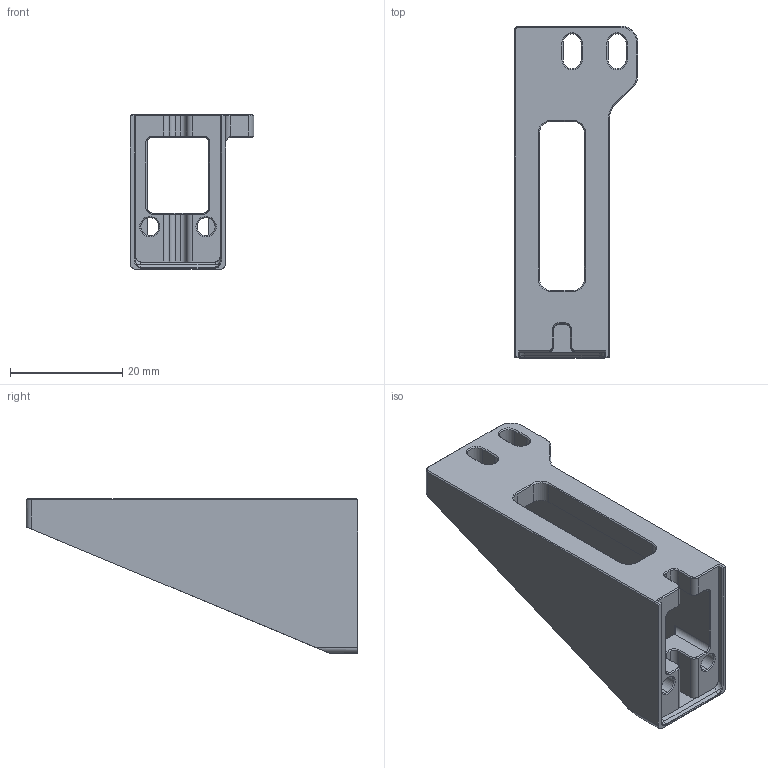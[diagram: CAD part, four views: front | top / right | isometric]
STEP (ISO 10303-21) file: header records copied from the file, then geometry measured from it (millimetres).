
FILE_DESCRIPTION (( 'STEP AP203' ), '1' );
FILE_NAME ('klicky假蚾釱.STEP', '2025-01-04T06:11:54', ( 'Leo' ), ( '' ), 'SwSTEP 2.0', 'SolidWorks 2022', '' );
FILE_SCHEMA (( 'CONFIG_CONTROL_DESIGN' ));
Length unit declared in the file: millimetre
Products named in the file (1): klicky安装座
Bounding box: 22 x 59 x 27.5 mm (x, y, z)
Volume: 8140.6 mm3; surface area: 6183.1 mm2
Topology: 1 solids, 1 shells, 175 faces, 428 edges, 249 vertices
Faces by surface type: plane 84, cylinder 43, cone 38, bspline 7, torus 3
Entity records: 5752 total; most frequent: CARTESIAN_POINT 1638, ORIENTED_EDGE 852, DIRECTION 824, EDGE_CURVE 426, VECTOR 280, LINE 280, AXIS2_PLACEMENT_3D 272, VERTEX_POINT 249
